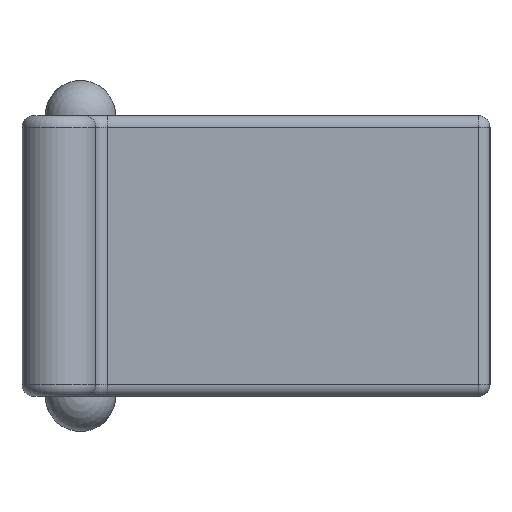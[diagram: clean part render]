
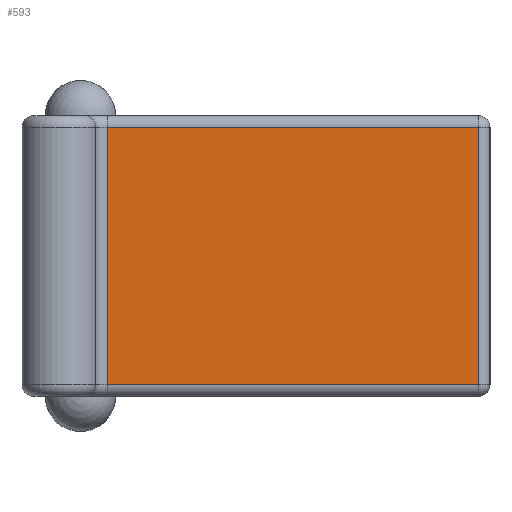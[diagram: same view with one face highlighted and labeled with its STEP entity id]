
A CAD part, left-side view. The second image highlights one B-rep face of the part: STEP entity #593.
In plain terms, the highlighted planar face has unit normal (-1, 0, 0).
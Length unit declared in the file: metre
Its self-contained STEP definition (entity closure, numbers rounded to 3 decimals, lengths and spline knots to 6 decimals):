
#56=LINE('',#998,#86);
#57=LINE('',#1001,#87);
#58=LINE('',#1003,#88);
#59=LINE('',#1005,#89);
#86=VECTOR('',#771,1.);
#87=VECTOR('',#772,1.);
#88=VECTOR('',#773,1.);
#89=VECTOR('',#774,1.);
#124=ORIENTED_EDGE('',*,*,#296,.T.);
#125=ORIENTED_EDGE('',*,*,#297,.T.);
#126=ORIENTED_EDGE('',*,*,#298,.T.);
#127=ORIENTED_EDGE('',*,*,#299,.T.);
#296=EDGE_CURVE('',#382,#383,#56,.T.);
#297=EDGE_CURVE('',#383,#384,#57,.T.);
#298=EDGE_CURVE('',#384,#385,#58,.F.);
#299=EDGE_CURVE('',#385,#382,#59,.F.);
#382=VERTEX_POINT('',#999);
#383=VERTEX_POINT('',#1000);
#384=VERTEX_POINT('',#1002);
#385=VERTEX_POINT('',#1004);
#478=EDGE_LOOP('',(#124,#125,#126,#127));
#534=FACE_BOUND('',#478,.T.);
#587=PLANE('',#656);
#593=ADVANCED_FACE('',(#534),#587,.T.);
#656=AXIS2_PLACEMENT_3D('',#997,#769,#770);
#769=DIRECTION('',(-1.,0.,0.));
#770=DIRECTION('',(0.,0.,1.));
#771=DIRECTION('',(0.,1.,0.));
#772=DIRECTION('',(0.,0.,-1.));
#773=DIRECTION('',(0.,1.,0.));
#774=DIRECTION('',(0.,0.,-1.));
#997=CARTESIAN_POINT('',(0.0472,0.,0.003));
#998=CARTESIAN_POINT('',(0.0472,0.,0.00275));
#999=CARTESIAN_POINT('',(0.0472,-0.00475,0.00275));
#1000=CARTESIAN_POINT('',(0.0472,0.00318,0.00275));
#1001=CARTESIAN_POINT('',(0.0472,0.00318,-0.003));
#1002=CARTESIAN_POINT('',(0.0472,0.00318,-0.00275));
#1003=CARTESIAN_POINT('',(0.0472,-0.005,-0.00275));
#1004=CARTESIAN_POINT('',(0.0472,-0.00475,-0.00275));
#1005=CARTESIAN_POINT('',(0.0472,-0.00475,0.003));
